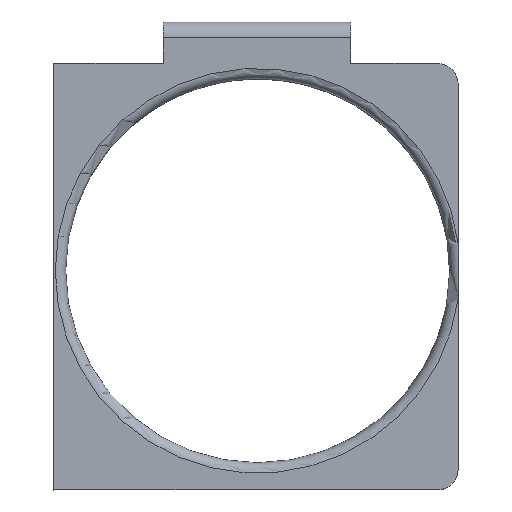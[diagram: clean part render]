
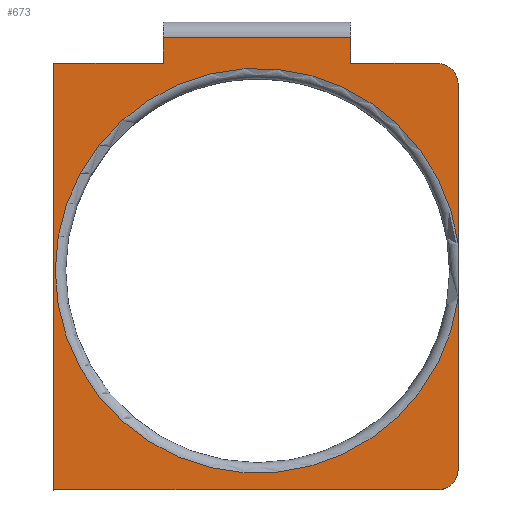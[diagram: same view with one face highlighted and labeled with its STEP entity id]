
A CAD part, top view. The second image highlights one B-rep face of the part: STEP entity #673.
In plain terms, the highlighted planar face has unit normal (0, 0, 1).
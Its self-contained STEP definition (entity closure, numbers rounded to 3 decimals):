
#32=CIRCLE('',#733,19.5);
#33=CIRCLE('',#734,19.5);
#34=CIRCLE('',#739,2.);
#35=CIRCLE('',#740,2.);
#64=FACE_OUTER_BOUND('',#106,.T.);
#106=EDGE_LOOP('',(#504,#505,#506,#507,#508,#509,#510,#511,#512,#513,#514,
#515,#516));
#152=LINE('',#1052,#224);
#155=LINE('',#1056,#227);
#167=LINE('',#1083,#239);
#168=LINE('',#1085,#240);
#169=LINE('',#1087,#241);
#170=LINE('',#1089,#242);
#171=LINE('',#1091,#243);
#172=LINE('',#1093,#244);
#173=LINE('',#1095,#245);
#224=VECTOR('',#836,10.);
#227=VECTOR('',#839,10.);
#239=VECTOR('',#859,10.);
#240=VECTOR('',#860,10.);
#241=VECTOR('',#861,10.);
#242=VECTOR('',#862,10.);
#243=VECTOR('',#863,10.);
#244=VECTOR('',#864,10.);
#245=VECTOR('',#865,10.);
#302=VERTEX_POINT('',#1034);
#303=VERTEX_POINT('',#1036);
#304=VERTEX_POINT('',#1038);
#305=VERTEX_POINT('',#1051);
#306=VERTEX_POINT('',#1054);
#316=VERTEX_POINT('',#1080);
#317=VERTEX_POINT('',#1082);
#318=VERTEX_POINT('',#1084);
#319=VERTEX_POINT('',#1086);
#320=VERTEX_POINT('',#1088);
#321=VERTEX_POINT('',#1090);
#322=VERTEX_POINT('',#1092);
#323=VERTEX_POINT('',#1094);
#371=EDGE_CURVE('',#302,#303,#32,.T.);
#373=EDGE_CURVE('',#304,#302,#33,.T.);
#374=EDGE_CURVE('',#303,#305,#152,.F.);
#377=EDGE_CURVE('',#306,#304,#155,.F.);
#389=EDGE_CURVE('',#316,#306,#34,.F.);
#390=EDGE_CURVE('',#317,#316,#167,.F.);
#391=EDGE_CURVE('',#317,#318,#168,.T.);
#392=EDGE_CURVE('',#319,#318,#169,.T.);
#393=EDGE_CURVE('',#319,#320,#170,.T.);
#394=EDGE_CURVE('',#321,#320,#171,.F.);
#395=EDGE_CURVE('',#321,#322,#172,.T.);
#396=EDGE_CURVE('',#323,#322,#173,.F.);
#397=EDGE_CURVE('',#305,#323,#35,.F.);
#504=ORIENTED_EDGE('',*,*,#373,.F.);
#505=ORIENTED_EDGE('',*,*,#377,.F.);
#506=ORIENTED_EDGE('',*,*,#389,.F.);
#507=ORIENTED_EDGE('',*,*,#390,.F.);
#508=ORIENTED_EDGE('',*,*,#391,.T.);
#509=ORIENTED_EDGE('',*,*,#392,.F.);
#510=ORIENTED_EDGE('',*,*,#393,.T.);
#511=ORIENTED_EDGE('',*,*,#394,.F.);
#512=ORIENTED_EDGE('',*,*,#395,.T.);
#513=ORIENTED_EDGE('',*,*,#396,.F.);
#514=ORIENTED_EDGE('',*,*,#397,.F.);
#515=ORIENTED_EDGE('',*,*,#374,.F.);
#516=ORIENTED_EDGE('',*,*,#371,.F.);
#644=PLANE('',#738);
#673=ADVANCED_FACE('',(#64),#644,.T.);
#733=AXIS2_PLACEMENT_3D('',#1037,#830,#831);
#734=AXIS2_PLACEMENT_3D('',#1049,#832,#833);
#738=AXIS2_PLACEMENT_3D('',#1079,#855,#856);
#739=AXIS2_PLACEMENT_3D('',#1081,#857,#858);
#740=AXIS2_PLACEMENT_3D('',#1096,#866,#867);
#830=DIRECTION('center_axis',(0.,0.,1.));
#831=DIRECTION('ref_axis',(1.,0.,0.));
#832=DIRECTION('center_axis',(0.,0.,1.));
#833=DIRECTION('ref_axis',(1.,0.,0.));
#836=DIRECTION('',(0.,1.,0.));
#839=DIRECTION('',(0.,1.,0.));
#855=DIRECTION('center_axis',(0.,0.,1.));
#856=DIRECTION('ref_axis',(-1.,0.,0.));
#857=DIRECTION('center_axis',(0.,0.,1.));
#858=DIRECTION('ref_axis',(0.707,0.707,0.));
#859=DIRECTION('',(-1.,0.,0.));
#860=DIRECTION('',(0.,1.,0.));
#861=DIRECTION('',(1.,0.,0.));
#862=DIRECTION('',(0.,-1.,0.));
#863=DIRECTION('',(-1.,0.,0.));
#864=DIRECTION('',(0.,-1.,0.));
#865=DIRECTION('',(1.,0.,0.));
#866=DIRECTION('center_axis',(0.,0.,1.));
#867=DIRECTION('ref_axis',(0.707,-0.707,0.));
#1034=CARTESIAN_POINT('',(161.068,-48.717,9.5));
#1036=CARTESIAN_POINT('',(199.89,-51.344,9.5));
#1037=CARTESIAN_POINT('Origin',(180.568,-48.717,9.5));
#1038=CARTESIAN_POINT('',(199.89,-46.091,9.5));
#1049=CARTESIAN_POINT('Origin',(180.568,-48.717,9.5));
#1051=CARTESIAN_POINT('',(199.89,-67.837,9.5));
#1052=CARTESIAN_POINT('',(199.89,-41.147,9.5));
#1054=CARTESIAN_POINT('',(199.89,-30.75,9.5));
#1056=CARTESIAN_POINT('',(199.89,-41.147,9.5));
#1079=CARTESIAN_POINT('Origin',(181.884,-49.544,9.5));
#1080=CARTESIAN_POINT('',(197.89,-28.75,9.5));
#1081=CARTESIAN_POINT('Origin',(197.89,-30.75,9.5));
#1082=CARTESIAN_POINT('',(189.515,-28.75,9.5));
#1083=CARTESIAN_POINT('',(172.904,-28.75,9.5));
#1084=CARTESIAN_POINT('',(189.515,-26.25,9.5));
#1085=CARTESIAN_POINT('',(189.515,-38.297,9.5));
#1086=CARTESIAN_POINT('',(171.48,-26.25,9.5));
#1087=CARTESIAN_POINT('',(185.7,-26.25,9.5));
#1088=CARTESIAN_POINT('',(171.48,-28.75,9.5));
#1089=CARTESIAN_POINT('',(171.48,-39.147,9.5));
#1090=CARTESIAN_POINT('',(160.925,-28.75,9.5));
#1091=CARTESIAN_POINT('',(172.904,-28.75,9.5));
#1092=CARTESIAN_POINT('',(160.925,-69.837,9.5));
#1093=CARTESIAN_POINT('',(160.925,-59.436,9.5));
#1094=CARTESIAN_POINT('',(197.89,-69.837,9.5));
#1095=CARTESIAN_POINT('',(189.637,-69.837,9.5));
#1096=CARTESIAN_POINT('Origin',(197.89,-67.837,9.5));
